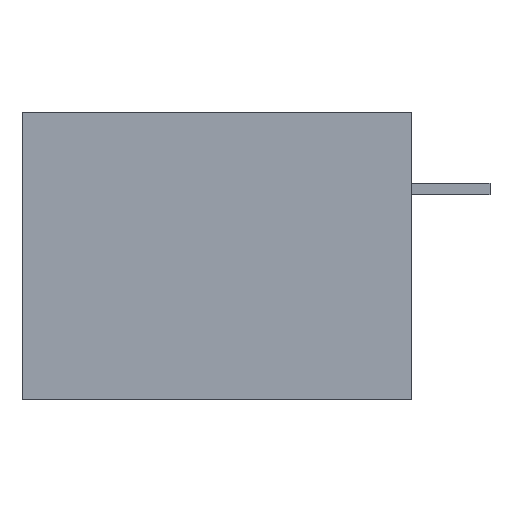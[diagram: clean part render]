
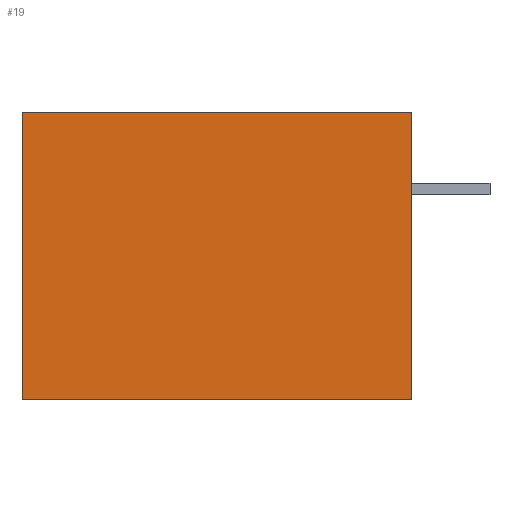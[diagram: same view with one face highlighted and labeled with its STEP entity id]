
A CAD part, left-side view. The second image highlights one B-rep face of the part: STEP entity #19.
In plain terms, the highlighted planar face has unit normal (-1, 0, 0).
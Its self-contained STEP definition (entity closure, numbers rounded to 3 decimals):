
#19 = ADVANCED_FACE ( 'NONE', ( #1929 ), #566, .F. ) ;
#566 = PLANE ( 'NONE',  #685 ) ;
#685 = AXIS2_PLACEMENT_3D ( 'NONE', #7611, #1373, #6199 ) ;
#896 = CARTESIAN_POINT ( 'NONE',  ( -5.842, 9.65, 0. ) ) ;
#971 = LINE ( 'NONE', #896, #4147 ) ;
#1115 = EDGE_CURVE ( 'NONE', #7831, #7323, #7865, .T. ) ;
#1272 = EDGE_LOOP ( 'NONE', ( #5701, #5365, #2801, #8103 ) ) ;
#1373 = DIRECTION ( 'NONE',  ( 1., 0., 0. ) ) ;
#1381 = VECTOR ( 'NONE', #7120, 1000. ) ;
#1544 = DIRECTION ( 'NONE',  ( 0., -1., 0. ) ) ;
#1776 = CARTESIAN_POINT ( 'NONE',  ( -5.842, -0.5, 7.5 ) ) ;
#1806 = DIRECTION ( 'NONE',  ( 0., 0., -1. ) ) ;
#1929 = FACE_OUTER_BOUND ( 'NONE', #1272, .T. ) ;
#2247 = CARTESIAN_POINT ( 'NONE',  ( -5.842, 9.65, 7.5 ) ) ;
#2801 = ORIENTED_EDGE ( 'NONE', *, *, #4414, .F. ) ;
#2831 = CARTESIAN_POINT ( 'NONE',  ( -5.842, 9.65, 0. ) ) ;
#2842 = EDGE_CURVE ( 'NONE', #5202, #6738, #971, .T. ) ;
#2968 = LINE ( 'NONE', #2247, #6289 ) ;
#3451 = EDGE_CURVE ( 'NONE', #7323, #6738, #7112, .T. ) ;
#3484 = CARTESIAN_POINT ( 'NONE',  ( -5.842, -0.5, 0. ) ) ;
#4147 = VECTOR ( 'NONE', #1544, 1000. ) ;
#4414 = EDGE_CURVE ( 'NONE', #5202, #7831, #2968, .T. ) ;
#4955 = CARTESIAN_POINT ( 'NONE',  ( -5.842, -0.5, 7.5 ) ) ;
#5202 = VERTEX_POINT ( 'NONE', #2831 ) ;
#5275 = CARTESIAN_POINT ( 'NONE',  ( -5.842, -0.5, 7.5 ) ) ;
#5365 = ORIENTED_EDGE ( 'NONE', *, *, #1115, .F. ) ;
#5468 = VECTOR ( 'NONE', #1806, 1000. ) ;
#5701 = ORIENTED_EDGE ( 'NONE', *, *, #3451, .F. ) ;
#6199 = DIRECTION ( 'NONE',  ( 0., 0., -1. ) ) ;
#6289 = VECTOR ( 'NONE', #7360, 1000. ) ;
#6738 = VERTEX_POINT ( 'NONE', #3484 ) ;
#7112 = LINE ( 'NONE', #4955, #5468 ) ;
#7120 = DIRECTION ( 'NONE',  ( 0., -1., 0. ) ) ;
#7323 = VERTEX_POINT ( 'NONE', #1776 ) ;
#7360 = DIRECTION ( 'NONE',  ( 0., 0., 1. ) ) ;
#7611 = CARTESIAN_POINT ( 'NONE',  ( -5.842, -0.5, 7.5 ) ) ;
#7831 = VERTEX_POINT ( 'NONE', #8166 ) ;
#7865 = LINE ( 'NONE', #5275, #1381 ) ;
#8103 = ORIENTED_EDGE ( 'NONE', *, *, #2842, .T. ) ;
#8166 = CARTESIAN_POINT ( 'NONE',  ( -5.842, 9.65, 7.5 ) ) ;
